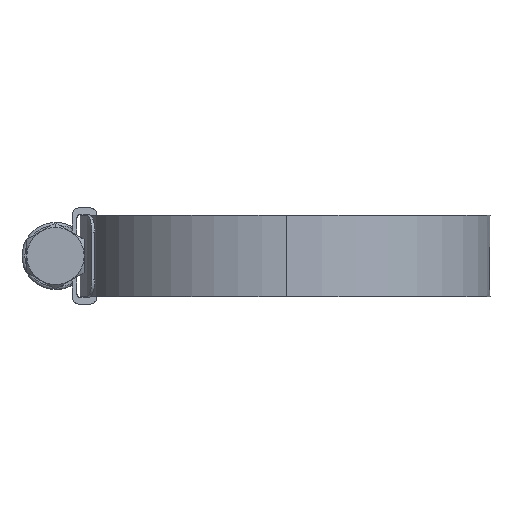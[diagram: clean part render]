
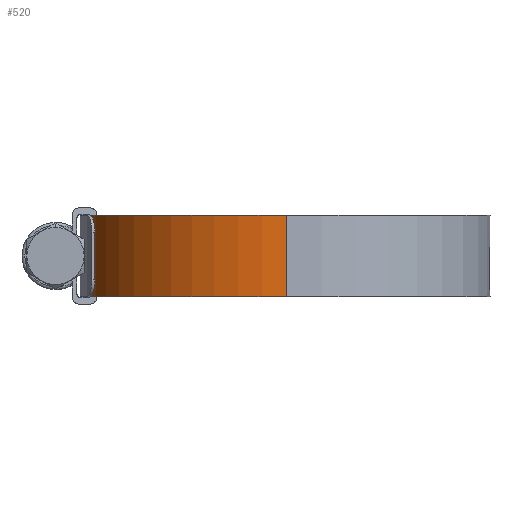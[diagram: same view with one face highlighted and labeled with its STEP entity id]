
A CAD part, left-side view. The second image highlights one B-rep face of the part: STEP entity #520.
In plain terms, the highlighted cylindrical face has radius 35.53 mm (diameter 71.06 mm), a partial arc.
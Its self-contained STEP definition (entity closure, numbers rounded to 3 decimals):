
#471 = CARTESIAN_POINT ( 'NONE',  ( 0., 0., 7.135 ) ) ;
#520 = ADVANCED_FACE ( 'NONE', ( #12350 ), #4880, .T. ) ;
#541 = DIRECTION ( 'NONE',  ( 0., 0., -1. ) ) ;
#1333 = AXIS2_PLACEMENT_3D ( 'NONE', #13973, #4301, #6407 ) ;
#1425 = VERTEX_POINT ( 'NONE', #2624 ) ;
#1711 = EDGE_CURVE ( 'NONE', #1425, #2364, #9965, .T. ) ;
#1843 = LINE ( 'NONE', #4512, #5413 ) ;
#2199 = ORIENTED_EDGE ( 'NONE', *, *, #12211, .F. ) ;
#2364 = VERTEX_POINT ( 'NONE', #12441 ) ;
#2606 = DIRECTION ( 'NONE',  ( -1., 0., 0. ) ) ;
#2624 = CARTESIAN_POINT ( 'NONE',  ( 0., 35.53, -7.135 ) ) ;
#3401 = CARTESIAN_POINT ( 'NONE',  ( -35.53, 0., 7.135 ) ) ;
#3535 = LINE ( 'NONE', #3401, #7946 ) ;
#3775 = ORIENTED_EDGE ( 'NONE', *, *, #10156, .T. ) ;
#4301 = DIRECTION ( 'NONE',  ( 0., 0., 1. ) ) ;
#4416 = CARTESIAN_POINT ( 'NONE',  ( -35.53, 0., 7.135 ) ) ;
#4512 = CARTESIAN_POINT ( 'NONE',  ( 0., 35.53, 7.135 ) ) ;
#4880 = CYLINDRICAL_SURFACE ( 'NONE', #11557, 35.53 ) ;
#5413 = VECTOR ( 'NONE', #13374, 1000. ) ;
#6407 = DIRECTION ( 'NONE',  ( 1., 0., 0. ) ) ;
#6903 = DIRECTION ( 'NONE',  ( 1., 0., 0. ) ) ;
#6948 = EDGE_LOOP ( 'NONE', ( #2199, #7646, #3775, #13124 ) ) ;
#7560 = VERTEX_POINT ( 'NONE', #4416 ) ;
#7646 = ORIENTED_EDGE ( 'NONE', *, *, #13070, .F. ) ;
#7656 = AXIS2_PLACEMENT_3D ( 'NONE', #7834, #13328, #6903 ) ;
#7834 = CARTESIAN_POINT ( 'NONE',  ( 0., 0., -7.135 ) ) ;
#7847 = DIRECTION ( 'NONE',  ( 0., 0., -1. ) ) ;
#7946 = VECTOR ( 'NONE', #7847, 1000. ) ;
#9965 = CIRCLE ( 'NONE', #7656, 35.53 ) ;
#10108 = CARTESIAN_POINT ( 'NONE',  ( 0., 35.53, 7.135 ) ) ;
#10156 = EDGE_CURVE ( 'NONE', #10653, #1425, #1843, .T. ) ;
#10653 = VERTEX_POINT ( 'NONE', #10108 ) ;
#11557 = AXIS2_PLACEMENT_3D ( 'NONE', #471, #541, #2606 ) ;
#11612 = CIRCLE ( 'NONE', #1333, 35.53 ) ;
#12211 = EDGE_CURVE ( 'NONE', #7560, #2364, #3535, .T. ) ;
#12350 = FACE_OUTER_BOUND ( 'NONE', #6948, .T. ) ;
#12441 = CARTESIAN_POINT ( 'NONE',  ( -35.53, 0., -7.135 ) ) ;
#13070 = EDGE_CURVE ( 'NONE', #10653, #7560, #11612, .T. ) ;
#13124 = ORIENTED_EDGE ( 'NONE', *, *, #1711, .T. ) ;
#13328 = DIRECTION ( 'NONE',  ( 0., 0., 1. ) ) ;
#13374 = DIRECTION ( 'NONE',  ( 0., 0., -1. ) ) ;
#13973 = CARTESIAN_POINT ( 'NONE',  ( 0., 0., 7.135 ) ) ;
